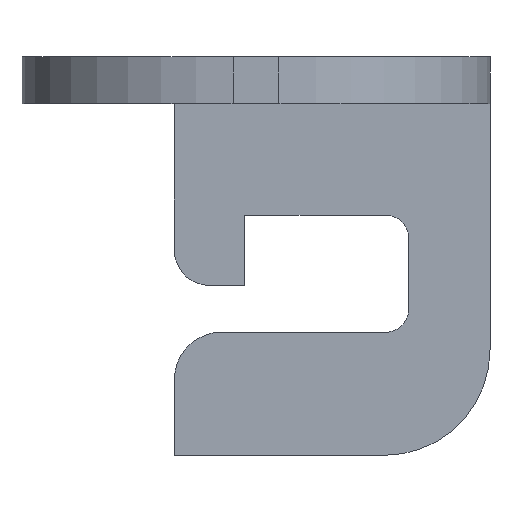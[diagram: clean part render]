
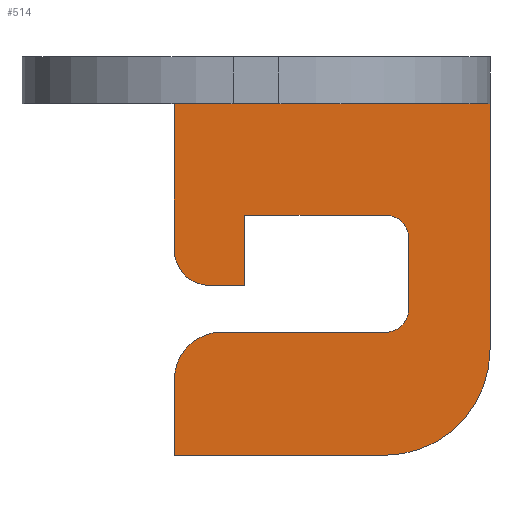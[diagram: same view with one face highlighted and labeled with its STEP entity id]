
A CAD part, left-side view. The second image highlights one B-rep face of the part: STEP entity #514.
In plain terms, the highlighted planar face has unit normal (-1, 0, 0).
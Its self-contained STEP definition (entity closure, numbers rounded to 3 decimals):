
#37=FACE_OUTER_BOUND('',#66,.T.);
#66=EDGE_LOOP('',(#379,#380,#381,#382,#383,#384,#385,#386,#387,#388,#389,
#390,#391,#392,#393));
#98=LINE('',#788,#151);
#105=LINE('',#811,#158);
#106=LINE('',#813,#159);
#107=LINE('',#815,#160);
#108=LINE('',#819,#161);
#109=LINE('',#823,#162);
#110=LINE('',#827,#163);
#111=LINE('',#829,#164);
#112=LINE('',#832,#165);
#113=LINE('',#833,#166);
#151=VECTOR('',#631,10.);
#158=VECTOR('',#654,10.);
#159=VECTOR('',#655,10.);
#160=VECTOR('',#656,10.);
#161=VECTOR('',#659,10.);
#162=VECTOR('',#662,10.);
#163=VECTOR('',#665,10.);
#164=VECTOR('',#666,10.);
#165=VECTOR('',#669,10.);
#166=VECTOR('',#670,10.);
#204=CIRCLE('',#566,1.5);
#205=CIRCLE('',#567,1.);
#206=CIRCLE('',#568,1.);
#207=CIRCLE('',#569,2.);
#208=CIRCLE('',#570,4.5);
#230=VERTEX_POINT('',#785);
#231=VERTEX_POINT('',#787);
#237=VERTEX_POINT('',#807);
#238=VERTEX_POINT('',#808);
#239=VERTEX_POINT('',#810);
#240=VERTEX_POINT('',#812);
#241=VERTEX_POINT('',#814);
#242=VERTEX_POINT('',#816);
#243=VERTEX_POINT('',#818);
#244=VERTEX_POINT('',#820);
#245=VERTEX_POINT('',#822);
#246=VERTEX_POINT('',#824);
#247=VERTEX_POINT('',#826);
#248=VERTEX_POINT('',#828);
#249=VERTEX_POINT('',#831);
#283=EDGE_CURVE('',#230,#231,#98,.T.);
#293=EDGE_CURVE('',#237,#238,#204,.T.);
#294=EDGE_CURVE('',#239,#237,#105,.T.);
#295=EDGE_CURVE('',#240,#239,#106,.T.);
#296=EDGE_CURVE('',#241,#240,#107,.T.);
#297=EDGE_CURVE('',#242,#241,#205,.T.);
#298=EDGE_CURVE('',#243,#242,#108,.T.);
#299=EDGE_CURVE('',#244,#243,#206,.T.);
#300=EDGE_CURVE('',#245,#244,#109,.T.);
#301=EDGE_CURVE('',#246,#245,#207,.T.);
#302=EDGE_CURVE('',#247,#246,#110,.T.);
#303=EDGE_CURVE('',#248,#247,#111,.T.);
#304=EDGE_CURVE('',#231,#248,#208,.T.);
#305=EDGE_CURVE('',#249,#230,#112,.T.);
#306=EDGE_CURVE('',#238,#249,#113,.T.);
#379=ORIENTED_EDGE('',*,*,#293,.F.);
#380=ORIENTED_EDGE('',*,*,#294,.F.);
#381=ORIENTED_EDGE('',*,*,#295,.F.);
#382=ORIENTED_EDGE('',*,*,#296,.F.);
#383=ORIENTED_EDGE('',*,*,#297,.F.);
#384=ORIENTED_EDGE('',*,*,#298,.F.);
#385=ORIENTED_EDGE('',*,*,#299,.F.);
#386=ORIENTED_EDGE('',*,*,#300,.F.);
#387=ORIENTED_EDGE('',*,*,#301,.F.);
#388=ORIENTED_EDGE('',*,*,#302,.F.);
#389=ORIENTED_EDGE('',*,*,#303,.F.);
#390=ORIENTED_EDGE('',*,*,#304,.F.);
#391=ORIENTED_EDGE('',*,*,#283,.F.);
#392=ORIENTED_EDGE('',*,*,#305,.F.);
#393=ORIENTED_EDGE('',*,*,#306,.F.);
#494=PLANE('',#565);
#514=ADVANCED_FACE('',(#37),#494,.T.);
#565=AXIS2_PLACEMENT_3D('',#806,#650,#651);
#566=AXIS2_PLACEMENT_3D('',#809,#652,#653);
#567=AXIS2_PLACEMENT_3D('',#817,#657,#658);
#568=AXIS2_PLACEMENT_3D('',#821,#660,#661);
#569=AXIS2_PLACEMENT_3D('',#825,#663,#664);
#570=AXIS2_PLACEMENT_3D('',#830,#667,#668);
#631=DIRECTION('',(0.,0.,-1.));
#650=DIRECTION('center_axis',(-1.,0.,0.));
#651=DIRECTION('ref_axis',(0.,1.,0.));
#652=DIRECTION('center_axis',(1.,0.,0.));
#653=DIRECTION('ref_axis',(0.,0.707,-0.707));
#654=DIRECTION('',(0.,1.,0.));
#655=DIRECTION('',(0.,0.,-1.));
#656=DIRECTION('',(0.,1.,0.));
#657=DIRECTION('center_axis',(-1.,0.,0.));
#658=DIRECTION('ref_axis',(0.,-0.707,0.707));
#659=DIRECTION('',(0.,0.,1.));
#660=DIRECTION('center_axis',(-1.,0.,0.));
#661=DIRECTION('ref_axis',(0.,-0.707,-0.707));
#662=DIRECTION('',(0.,-1.,0.));
#663=DIRECTION('center_axis',(1.,0.,0.));
#664=DIRECTION('ref_axis',(0.,0.707,0.707));
#665=DIRECTION('',(0.,0.,1.));
#666=DIRECTION('',(0.,1.,0.));
#667=DIRECTION('center_axis',(1.,0.,0.));
#668=DIRECTION('ref_axis',(0.,-0.707,-0.707));
#669=DIRECTION('',(0.,-1.,0.));
#670=DIRECTION('',(0.,0.,1.));
#785=CARTESIAN_POINT('',(412.,86.54,65.));
#787=CARTESIAN_POINT('',(412.,86.54,54.5));
#788=CARTESIAN_POINT('',(412.,86.54,67.5));
#806=CARTESIAN_POINT('Origin',(412.,86.54,65.));
#807=CARTESIAN_POINT('',(412.,98.5,57.247));
#808=CARTESIAN_POINT('',(412.,100.,58.747));
#809=CARTESIAN_POINT('Origin',(412.,98.5,58.747));
#810=CARTESIAN_POINT('',(412.,97.,57.247));
#811=CARTESIAN_POINT('',(412.,92.52,57.247));
#812=CARTESIAN_POINT('',(412.,97.,60.247));
#813=CARTESIAN_POINT('',(412.,97.,62.624));
#814=CARTESIAN_POINT('',(412.,91.,60.247));
#815=CARTESIAN_POINT('',(412.,93.27,60.247));
#816=CARTESIAN_POINT('',(412.,90.,59.247));
#817=CARTESIAN_POINT('Origin',(412.,91.,59.247));
#818=CARTESIAN_POINT('',(412.,90.,56.247));
#819=CARTESIAN_POINT('',(412.,90.,61.374));
#820=CARTESIAN_POINT('',(412.,91.,55.247));
#821=CARTESIAN_POINT('Origin',(412.,91.,56.247));
#822=CARTESIAN_POINT('',(412.,98.,55.247));
#823=CARTESIAN_POINT('',(412.,93.27,55.247));
#824=CARTESIAN_POINT('',(412.,100.,53.247));
#825=CARTESIAN_POINT('Origin',(412.,98.,53.247));
#826=CARTESIAN_POINT('',(412.,100.,50.));
#827=CARTESIAN_POINT('',(412.,100.,65.));
#828=CARTESIAN_POINT('',(412.,91.04,50.));
#829=CARTESIAN_POINT('',(412.,89.905,50.));
#830=CARTESIAN_POINT('Origin',(412.,91.04,54.5));
#831=CARTESIAN_POINT('',(412.,100.,65.));
#832=CARTESIAN_POINT('',(412.,91.54,65.));
#833=CARTESIAN_POINT('',(412.,100.,65.));
